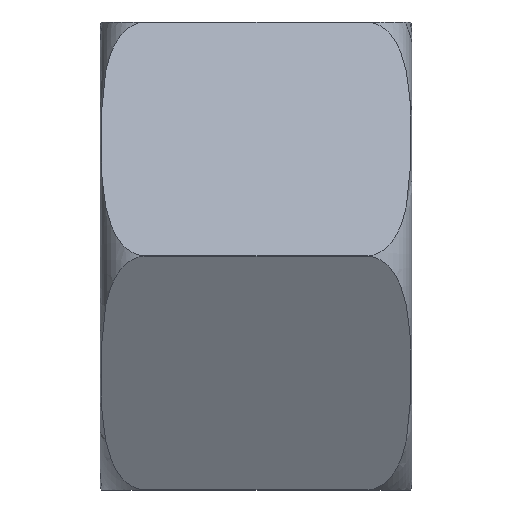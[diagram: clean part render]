
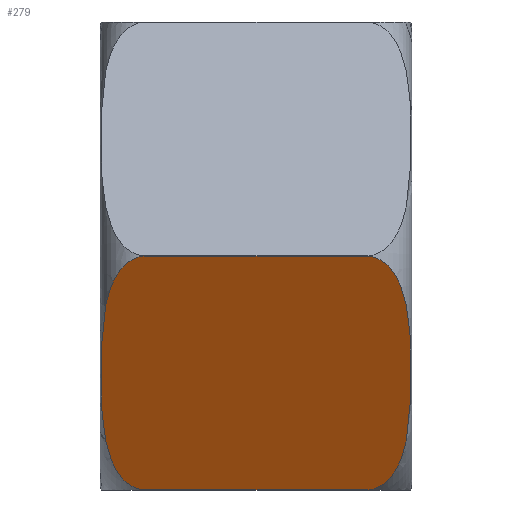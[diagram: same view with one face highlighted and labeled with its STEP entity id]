
A CAD part, front view. The second image highlights one B-rep face of the part: STEP entity #279.
In plain terms, the highlighted planar face has unit normal (0, -0.866, -0.5).
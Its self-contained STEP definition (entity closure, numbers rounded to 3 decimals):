
#172=FACE_OUTER_BOUND('',#451,.T.);
#234=LINE('',#1873,#250);
#244=LINE('',#2029,#260);
#250=VECTOR('',#1450,1.);
#260=VECTOR('',#1494,1.);
#279=ADVANCED_FACE('',(#172),#349,.T.);
#349=PLANE('',#1416);
#451=EDGE_LOOP('',(#629,#630,#631,#632));
#629=ORIENTED_EDGE('',*,*,#1112,.T.);
#630=ORIENTED_EDGE('',*,*,#1103,.T.);
#631=ORIENTED_EDGE('',*,*,#1085,.T.);
#632=ORIENTED_EDGE('',*,*,#1118,.T.);
#952=VERTEX_POINT('',#1868);
#954=VERTEX_POINT('',#1872);
#971=VERTEX_POINT('',#1947);
#974=VERTEX_POINT('',#2026);
#1085=EDGE_CURVE('',#952,#954,#234,.T.);
#1103=EDGE_CURVE('',#971,#952,#1272,.T.);
#1112=EDGE_CURVE('',#974,#971,#244,.T.);
#1118=EDGE_CURVE('',#954,#974,#1282,.T.);
#1272=B_SPLINE_CURVE_WITH_KNOTS('',3,(#1929,#1930,#1931,#1932,#1933,#1934,
#1935,#1936,#1937,#1938,#1939,#1940,#1941,#1942,#1943,#1944,#1945,#1946),
 .UNSPECIFIED.,.F.,.F.,(4,2,2,2,2,2,2,2,4),(0.,0.062,0.125,
0.25,0.5,0.75,0.875,0.938,1.),.UNSPECIFIED.);
#1282=B_SPLINE_CURVE_WITH_KNOTS('',3,(#2121,#2122,#2123,#2124,#2125,#2126,
#2127,#2128,#2129,#2130,#2131,#2132,#2133,#2134,#2135,#2136,#2137,#2138),
 .UNSPECIFIED.,.F.,.F.,(4,2,2,2,2,2,2,2,4),(0.,0.062,0.125,
0.25,0.5,0.75,0.875,0.938,1.),.UNSPECIFIED.);
#1416=AXIS2_PLACEMENT_3D('',#2157,#1521,#1522);
#1450=DIRECTION('',(1.,0.,0.));
#1494=DIRECTION('',(-1.,0.,0.));
#1521=DIRECTION('',(0.,-0.866,-0.5));
#1522=DIRECTION('',(0.,0.5,-0.866));
#1868=CARTESIAN_POINT('',(3.5,-10.401,-17.995));
#1872=CARTESIAN_POINT('',(20.5,-10.401,-17.995));
#1873=CARTESIAN_POINT('',(0.,-10.401,-17.995));
#1929=CARTESIAN_POINT('',(3.5,-20.785,-0.01));
#1930=CARTESIAN_POINT('',(2.998,-20.785,-0.01));
#1931=CARTESIAN_POINT('',(2.523,-20.671,-0.208));
#1932=CARTESIAN_POINT('',(1.777,-20.345,-0.771));
#1933=CARTESIAN_POINT('',(1.49,-20.137,-1.131));
#1934=CARTESIAN_POINT('',(0.809,-19.483,-2.264));
#1935=CARTESIAN_POINT('',(0.569,-18.997,-3.107));
#1936=CARTESIAN_POINT('',(0.094,-17.554,-5.606));
#1937=CARTESIAN_POINT('',(0.075,-16.568,-7.314));
#1938=CARTESIAN_POINT('',(0.075,-14.61,-10.704));
#1939=CARTESIAN_POINT('',(0.094,-13.626,-12.41));
#1940=CARTESIAN_POINT('',(0.576,-12.174,-14.924));
#1941=CARTESIAN_POINT('',(0.813,-11.695,-15.754));
#1942=CARTESIAN_POINT('',(1.498,-11.042,-16.885));
#1943=CARTESIAN_POINT('',(1.788,-10.834,-17.244));
#1944=CARTESIAN_POINT('',(2.529,-10.514,-17.8));
#1945=CARTESIAN_POINT('',(3.001,-10.401,-17.995));
#1946=CARTESIAN_POINT('',(3.5,-10.401,-17.995));
#1947=CARTESIAN_POINT('',(3.5,-20.785,-0.01));
#2026=CARTESIAN_POINT('',(20.5,-20.785,-0.01));
#2029=CARTESIAN_POINT('',(0.,-20.785,-0.01));
#2121=CARTESIAN_POINT('',(20.5,-10.401,-17.995));
#2122=CARTESIAN_POINT('',(21.002,-10.401,-17.995));
#2123=CARTESIAN_POINT('',(21.477,-10.515,-17.797));
#2124=CARTESIAN_POINT('',(22.223,-10.84,-17.234));
#2125=CARTESIAN_POINT('',(22.51,-11.048,-16.874));
#2126=CARTESIAN_POINT('',(23.191,-11.702,-15.741));
#2127=CARTESIAN_POINT('',(23.431,-12.189,-14.898));
#2128=CARTESIAN_POINT('',(23.906,-13.632,-12.399));
#2129=CARTESIAN_POINT('',(23.925,-14.618,-10.691));
#2130=CARTESIAN_POINT('',(23.925,-16.575,-7.301));
#2131=CARTESIAN_POINT('',(23.906,-17.56,-5.595));
#2132=CARTESIAN_POINT('',(23.424,-19.011,-3.081));
#2133=CARTESIAN_POINT('',(23.187,-19.491,-2.251));
#2134=CARTESIAN_POINT('',(22.502,-20.143,-1.12));
#2135=CARTESIAN_POINT('',(22.212,-20.351,-0.761));
#2136=CARTESIAN_POINT('',(21.471,-20.672,-0.205));
#2137=CARTESIAN_POINT('',(20.999,-20.785,-0.01));
#2138=CARTESIAN_POINT('',(20.5,-20.785,-0.01));
#2157=CARTESIAN_POINT('',(26.4,-10.395,-18.005));
